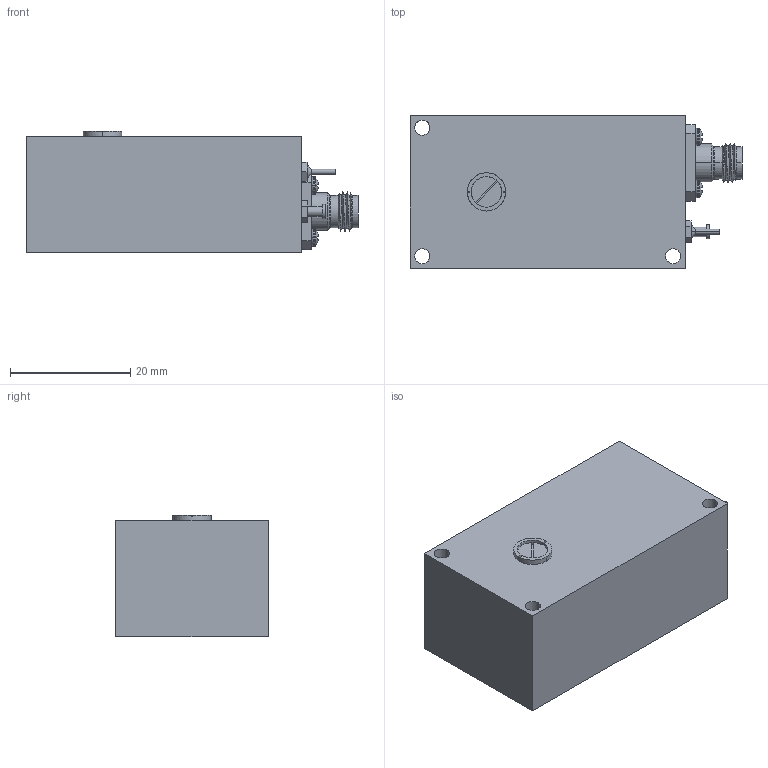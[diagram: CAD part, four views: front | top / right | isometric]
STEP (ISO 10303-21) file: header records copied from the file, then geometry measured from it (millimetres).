
FILE_DESCRIPTION (( 'STEP AP203' ), '1' );
FILE_NAME ('OD-FSX.STEP', '2019-01-08T20:52:21', ( '' ), ( '' ), 'SwSTEP 2.0', 'SolidWorks 2016', '' );
FILE_SCHEMA (( 'CONFIG_CONTROL_DESIGN' ));
Length unit declared in the file: inch
Products named in the file (1): OD-FSX
Bounding box: 55.12 x 25.4 x 20.2 mm (x, y, z)
Volume: 22744.2 mm3; surface area: 6753.5 mm2
Topology: 9 solids, 9 shells, 580 faces, 1592 edges, 1044 vertices
Faces by surface type: cylinder 335, plane 143, cone 53, bspline 21, torus 20, sphere 8
Entity records: 24929 total; most frequent: CARTESIAN_POINT 11683, ORIENTED_EDGE 3180, DIRECTION 2405, EDGE_CURVE 1590, VERTEX_POINT 1044, AXIS2_PLACEMENT_3D 914, EDGE_LOOP 612, ADVANCED_FACE 580
